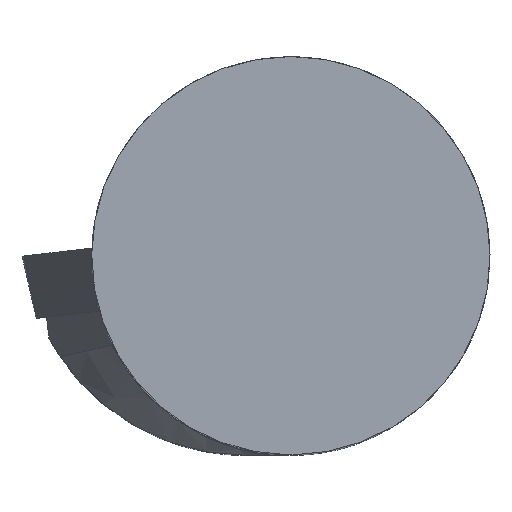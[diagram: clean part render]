
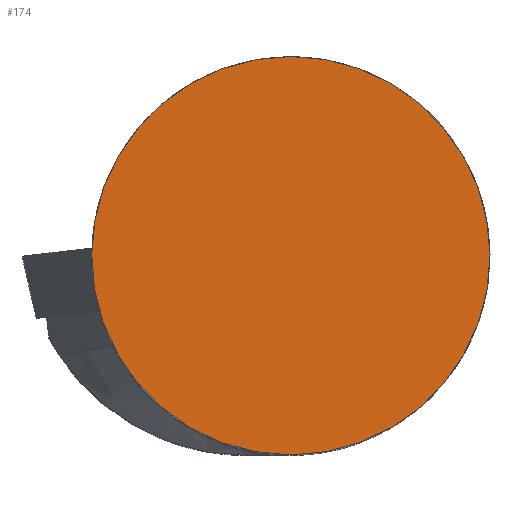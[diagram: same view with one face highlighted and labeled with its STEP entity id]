
A CAD part, top view. The second image highlights one B-rep face of the part: STEP entity #174.
In plain terms, the highlighted planar face has unit normal (0, 0, 1).
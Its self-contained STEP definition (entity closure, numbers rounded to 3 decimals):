
#141=PLANE('',#1114);
#174=ADVANCED_FACE('',(#240),#141,.F.);
#240=FACE_OUTER_BOUND('',#282,.T.);
#282=EDGE_LOOP('',(#602,#603));
#393=LINE('',#1742,#453);
#453=VECTOR('',#1312,1.);
#602=ORIENTED_EDGE('',*,*,#910,.T.);
#603=ORIENTED_EDGE('',*,*,#874,.T.);
#776=VERTEX_POINT('',#1610);
#777=VERTEX_POINT('',#1612);
#874=EDGE_CURVE('',#777,#776,#971,.T.);
#910=EDGE_CURVE('',#776,#777,#393,.T.);
#971=CIRCLE('',#1090,12.5);
#1090=AXIS2_PLACEMENT_3D('',#1611,#1252,#1253);
#1114=AXIS2_PLACEMENT_3D('',#1744,#1315,#1316);
#1252=DIRECTION('',(0.,0.,1.));
#1253=DIRECTION('',(1.,0.,0.));
#1312=DIRECTION('',(1.,0.,0.));
#1315=DIRECTION('',(0.,0.,-1.));
#1316=DIRECTION('',(1.,0.,0.));
#1610=CARTESIAN_POINT('',(-0.139,-12.499,0.271));
#1611=CARTESIAN_POINT('',(0.,0.,0.271));
#1612=CARTESIAN_POINT('',(0.139,-12.499,0.271));
#1742=CARTESIAN_POINT('',(-12.5,-12.499,0.271));
#1744=CARTESIAN_POINT('',(-12.5,0.,0.271));
